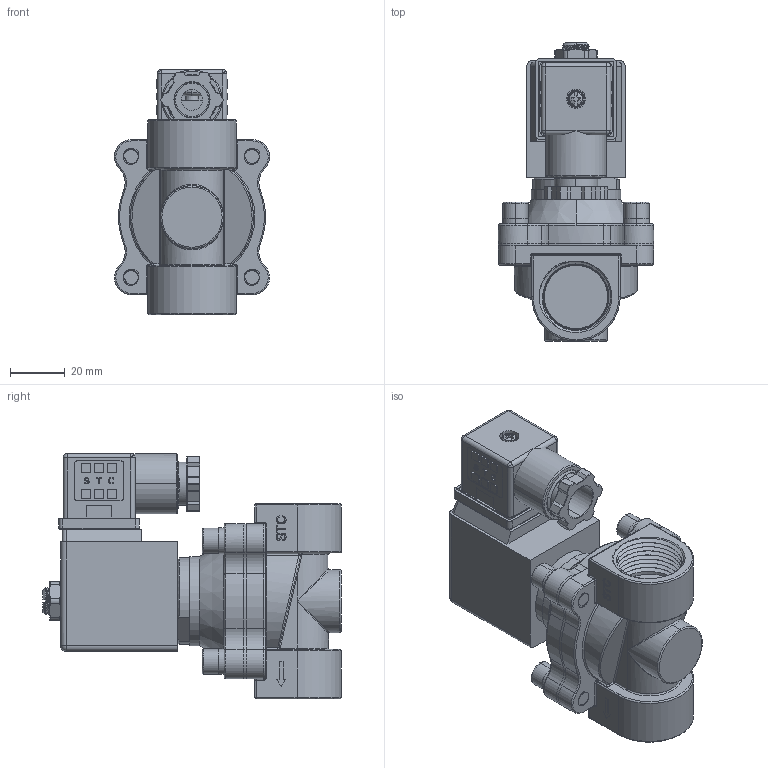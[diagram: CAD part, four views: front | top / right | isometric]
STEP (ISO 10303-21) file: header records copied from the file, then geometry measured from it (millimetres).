
FILE_DESCRIPTION (( 'STEP AP214' ), '1' );
FILE_NAME ('2W200-3-4.STEP', '2018-11-08T23:51:29', ( '' ), ( '' ), 'SwSTEP 2.0', 'SolidWorks 2016', '' );
FILE_SCHEMA (( 'AUTOMOTIVE_DESIGN' ));
Length unit declared in the file: millimetre
Products named in the file (1): 2W200-3-4
Bounding box: 56.68 x 109.1 x 89.68 mm (x, y, z)
Volume: 182499.8 mm3; surface area: 72935.7 mm2
Topology: 23 solids, 23 shells, 1750 faces, 4812 edges, 3146 vertices
Faces by surface type: cylinder 726, plane 663, bspline 143, cone 98, torus 85, sphere 35
Entity records: 131525 total; most frequent: CARTESIAN_POINT 70806, ORIENTED_EDGE 9574, DIRECTION 7287, EDGE_CURVE 4787, VERTEX_POINT 3144, AXIS2_PLACEMENT_3D 2438, LINE 2411, VECTOR 2411
